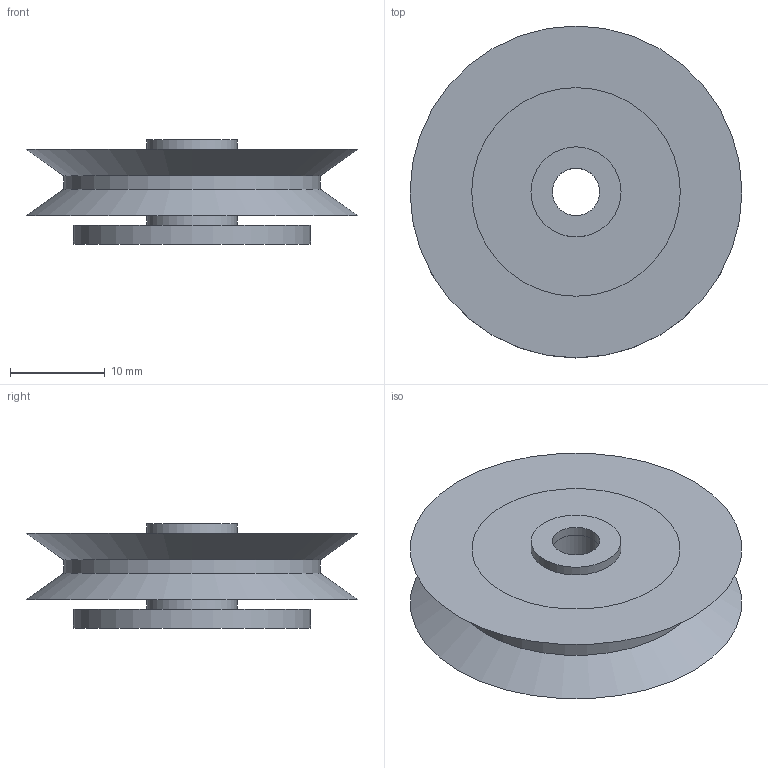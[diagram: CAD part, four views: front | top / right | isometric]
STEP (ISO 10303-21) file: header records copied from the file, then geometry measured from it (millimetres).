
FILE_DESCRIPTION(/* description */ (''),/* implementation_level */ '2;1');
FILE_NAME(/* name */ 'pulleys v7.step',/* time_stamp */ '2023-01-04T01:20:04-05:00',/* author */ (''),/* organization */ (''),/* preprocessor_version */ 'ST-DEVELOPER v19.2',/* originating_system */ 'Autodesk Translation Framework v11.17.0.187',/* authorisation */ '');
FILE_SCHEMA (('AUTOMOTIVE_DESIGN { 1 0 10303 214 3 1 1 }'));
Length unit declared in the file: millimetre
Products named in the file (5): pulleys; 608 Bearing; Wheel; SingleBearingStandoff; Washer
Assembly tree (4 placements, depth 3):
  pulleys
    608 Bearing
    Wheel
    SingleBearingStandoff
      Washer
Bounding box: 35 x 35 x 11 mm (x, y, z)
Volume: 5959.6 mm3; surface area: 5647.4 mm2
Topology: 4 solids, 4 shells, 22 faces, 34 edges, 22 vertices
Faces by surface type: cylinder 10, plane 10, cone 2
Full cylindrical faces by diameter (mm): 5 x2, 8 x2, 9.5 x2, 22 x2, 25 x1, 27 x1
Entity records: 717 total; most frequent: DIRECTION 120, CARTESIAN_POINT 88, ORIENTED_EDGE 68, AXIS2_PLACEMENT_3D 54, EDGE_CURVE 34, EDGE_LOOP 32, FACE_OUTER_BOUND 22, CIRCLE 22
